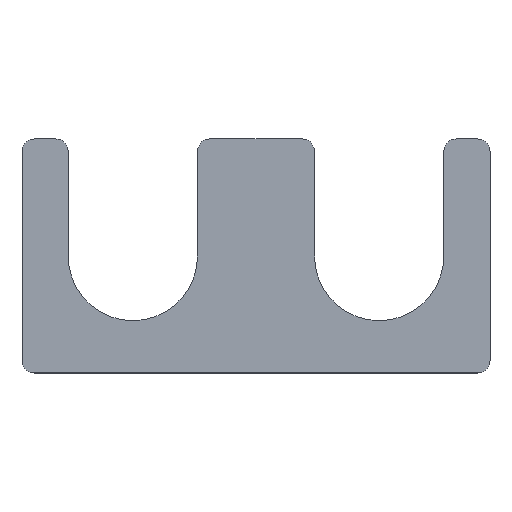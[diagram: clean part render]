
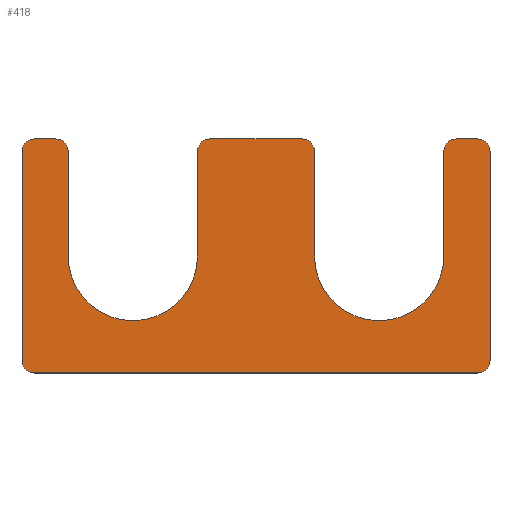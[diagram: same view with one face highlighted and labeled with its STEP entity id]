
A CAD part, top view. The second image highlights one B-rep face of the part: STEP entity #418.
In plain terms, the highlighted planar face has unit normal (0, 0, 1).
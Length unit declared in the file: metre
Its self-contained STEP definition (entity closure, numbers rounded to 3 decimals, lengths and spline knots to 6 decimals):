
#22=PLANE('',#473);
#28=LINE('',#616,#68);
#32=LINE('',#628,#72);
#36=LINE('',#640,#76);
#40=LINE('',#652,#80);
#44=LINE('',#664,#84);
#48=LINE('',#676,#88);
#52=LINE('',#688,#92);
#56=LINE('',#700,#96);
#60=LINE('',#712,#100);
#63=LINE('',#721,#103);
#68=VECTOR('',#489,1.);
#72=VECTOR('',#501,1.);
#76=VECTOR('',#513,1.);
#80=VECTOR('',#525,1.);
#84=VECTOR('',#537,1.);
#88=VECTOR('',#549,1.);
#92=VECTOR('',#561,1.);
#96=VECTOR('',#573,1.);
#100=VECTOR('',#585,1.);
#103=VECTOR('',#596,1.);
#184=ORIENTED_EDGE('',*,*,#226,.T.);
#185=ORIENTED_EDGE('',*,*,#230,.T.);
#186=ORIENTED_EDGE('',*,*,#233,.T.);
#187=ORIENTED_EDGE('',*,*,#236,.F.);
#188=ORIENTED_EDGE('',*,*,#239,.F.);
#189=ORIENTED_EDGE('',*,*,#242,.T.);
#190=ORIENTED_EDGE('',*,*,#245,.T.);
#191=ORIENTED_EDGE('',*,*,#248,.T.);
#192=ORIENTED_EDGE('',*,*,#251,.T.);
#193=ORIENTED_EDGE('',*,*,#254,.F.);
#194=ORIENTED_EDGE('',*,*,#257,.T.);
#195=ORIENTED_EDGE('',*,*,#260,.F.);
#196=ORIENTED_EDGE('',*,*,#263,.T.);
#197=ORIENTED_EDGE('',*,*,#266,.T.);
#198=ORIENTED_EDGE('',*,*,#269,.T.);
#199=ORIENTED_EDGE('',*,*,#272,.T.);
#200=ORIENTED_EDGE('',*,*,#275,.T.);
#201=ORIENTED_EDGE('',*,*,#278,.F.);
#202=ORIENTED_EDGE('',*,*,#281,.T.);
#203=ORIENTED_EDGE('',*,*,#283,.T.);
#226=EDGE_CURVE('',#287,#286,#325,.T.);
#230=EDGE_CURVE('',#286,#289,#28,.T.);
#233=EDGE_CURVE('',#289,#291,#327,.T.);
#236=EDGE_CURVE('',#293,#291,#32,.T.);
#239=EDGE_CURVE('',#295,#293,#329,.T.);
#242=EDGE_CURVE('',#295,#297,#36,.T.);
#245=EDGE_CURVE('',#297,#299,#331,.T.);
#248=EDGE_CURVE('',#299,#301,#40,.T.);
#251=EDGE_CURVE('',#301,#303,#333,.T.);
#254=EDGE_CURVE('',#305,#303,#44,.T.);
#257=EDGE_CURVE('',#305,#307,#335,.T.);
#260=EDGE_CURVE('',#309,#307,#48,.T.);
#263=EDGE_CURVE('',#309,#311,#337,.T.);
#266=EDGE_CURVE('',#311,#313,#52,.T.);
#269=EDGE_CURVE('',#313,#315,#339,.T.);
#272=EDGE_CURVE('',#315,#317,#56,.T.);
#275=EDGE_CURVE('',#317,#319,#341,.T.);
#278=EDGE_CURVE('',#321,#319,#60,.T.);
#281=EDGE_CURVE('',#321,#323,#343,.T.);
#283=EDGE_CURVE('',#323,#287,#63,.T.);
#286=VERTEX_POINT('',#607);
#287=VERTEX_POINT('',#609);
#289=VERTEX_POINT('',#615);
#291=VERTEX_POINT('',#621);
#293=VERTEX_POINT('',#627);
#295=VERTEX_POINT('',#633);
#297=VERTEX_POINT('',#639);
#299=VERTEX_POINT('',#645);
#301=VERTEX_POINT('',#651);
#303=VERTEX_POINT('',#657);
#305=VERTEX_POINT('',#663);
#307=VERTEX_POINT('',#669);
#309=VERTEX_POINT('',#675);
#311=VERTEX_POINT('',#681);
#313=VERTEX_POINT('',#687);
#315=VERTEX_POINT('',#693);
#317=VERTEX_POINT('',#699);
#319=VERTEX_POINT('',#705);
#321=VERTEX_POINT('',#711);
#323=VERTEX_POINT('',#717);
#325=CIRCLE('',#435,0.001);
#327=CIRCLE('',#439,0.001);
#329=CIRCLE('',#443,0.00525);
#331=CIRCLE('',#447,0.001);
#333=CIRCLE('',#451,0.001);
#335=CIRCLE('',#455,0.001);
#337=CIRCLE('',#459,0.001);
#339=CIRCLE('',#463,0.001);
#341=CIRCLE('',#467,0.001);
#343=CIRCLE('',#471,0.00525);
#364=EDGE_LOOP('',(#184,#185,#186,#187,#188,#189,#190,#191,#192,#193,#194,
#195,#196,#197,#198,#199,#200,#201,#202,#203));
#386=FACE_BOUND('',#364,.T.);
#418=ADVANCED_FACE('',(#386),#22,.T.);
#435=AXIS2_PLACEMENT_3D('',#608,#482,#483);
#439=AXIS2_PLACEMENT_3D('',#622,#495,#496);
#443=AXIS2_PLACEMENT_3D('',#634,#507,#508);
#447=AXIS2_PLACEMENT_3D('',#646,#519,#520);
#451=AXIS2_PLACEMENT_3D('',#658,#531,#532);
#455=AXIS2_PLACEMENT_3D('',#670,#543,#544);
#459=AXIS2_PLACEMENT_3D('',#682,#555,#556);
#463=AXIS2_PLACEMENT_3D('',#694,#567,#568);
#467=AXIS2_PLACEMENT_3D('',#706,#579,#580);
#471=AXIS2_PLACEMENT_3D('',#718,#591,#592);
#473=AXIS2_PLACEMENT_3D('',#722,#597,#598);
#482=DIRECTION('',(0.,0.,1.));
#483=DIRECTION('',(1.,0.,0.));
#489=DIRECTION('',(-1.,0.,0.));
#495=DIRECTION('',(0.,0.,1.));
#496=DIRECTION('',(1.,0.,0.));
#501=DIRECTION('',(0.,1.,0.));
#507=DIRECTION('',(0.,0.,1.));
#508=DIRECTION('',(1.,0.,0.));
#513=DIRECTION('',(0.,1.,0.));
#519=DIRECTION('',(0.,0.,1.));
#520=DIRECTION('',(1.,0.,0.));
#525=DIRECTION('',(-1.,0.,0.));
#531=DIRECTION('',(0.,0.,1.));
#532=DIRECTION('',(1.,0.,0.));
#537=DIRECTION('',(0.,1.,0.));
#543=DIRECTION('',(0.,0.,1.));
#544=DIRECTION('',(1.,0.,0.));
#549=DIRECTION('',(-1.,0.,0.));
#555=DIRECTION('',(0.,0.,1.));
#556=DIRECTION('',(1.,0.,0.));
#561=DIRECTION('',(0.,1.,0.));
#567=DIRECTION('',(0.,0.,1.));
#568=DIRECTION('',(1.,0.,0.));
#573=DIRECTION('',(-1.,0.,0.));
#579=DIRECTION('',(0.,0.,1.));
#580=DIRECTION('',(1.,0.,0.));
#585=DIRECTION('',(0.,1.,0.));
#591=DIRECTION('',(0.,0.,-1.));
#592=DIRECTION('',(1.,0.,0.));
#596=DIRECTION('',(0.,1.,0.));
#597=DIRECTION('',(0.,0.,1.));
#598=DIRECTION('',(1.,0.,0.));
#607=CARTESIAN_POINT('',(0.00375,0.0095,0.0005));
#608=CARTESIAN_POINT('',(0.00375,0.0085,0.0005));
#609=CARTESIAN_POINT('',(0.00475,0.0085,0.0005));
#615=CARTESIAN_POINT('',(-0.00375,0.0095,0.0005));
#616=CARTESIAN_POINT('',(0.,0.0095,0.0005));
#621=CARTESIAN_POINT('',(-0.00475,0.0085,0.0005));
#622=CARTESIAN_POINT('',(-0.00375,0.0085,0.0005));
#627=CARTESIAN_POINT('',(-0.00475,0.,0.0005));
#628=CARTESIAN_POINT('',(-0.00475,0.00425,0.0005));
#633=CARTESIAN_POINT('',(-0.01525,0.,0.0005));
#634=CARTESIAN_POINT('',(-0.01,0.,0.0005));
#639=CARTESIAN_POINT('',(-0.01525,0.0085,0.0005));
#640=CARTESIAN_POINT('',(-0.01525,0.00425,0.0005));
#645=CARTESIAN_POINT('',(-0.01625,0.0095,0.0005));
#646=CARTESIAN_POINT('',(-0.01625,0.0085,0.0005));
#651=CARTESIAN_POINT('',(-0.018,0.0095,0.0005));
#652=CARTESIAN_POINT('',(-0.017125,0.0095,0.0005));
#657=CARTESIAN_POINT('',(-0.019,0.0085,0.0005));
#658=CARTESIAN_POINT('',(-0.018,0.0085,0.0005));
#663=CARTESIAN_POINT('',(-0.019,-0.0085,0.0005));
#664=CARTESIAN_POINT('',(-0.019,0.,0.0005));
#669=CARTESIAN_POINT('',(-0.018,-0.0095,0.0005));
#670=CARTESIAN_POINT('',(-0.018,-0.0085,0.0005));
#675=CARTESIAN_POINT('',(0.018,-0.0095,0.0005));
#676=CARTESIAN_POINT('',(0.,-0.0095,0.0005));
#681=CARTESIAN_POINT('',(0.019,-0.0085,0.0005));
#682=CARTESIAN_POINT('',(0.018,-0.0085,0.0005));
#687=CARTESIAN_POINT('',(0.019,0.0085,0.0005));
#688=CARTESIAN_POINT('',(0.019,0.,0.0005));
#693=CARTESIAN_POINT('',(0.018,0.0095,0.0005));
#694=CARTESIAN_POINT('',(0.018,0.0085,0.0005));
#699=CARTESIAN_POINT('',(0.01625,0.0095,0.0005));
#700=CARTESIAN_POINT('',(0.017125,0.0095,0.0005));
#705=CARTESIAN_POINT('',(0.01525,0.0085,0.0005));
#706=CARTESIAN_POINT('',(0.01625,0.0085,0.0005));
#711=CARTESIAN_POINT('',(0.01525,0.,0.0005));
#712=CARTESIAN_POINT('',(0.01525,0.00425,0.0005));
#717=CARTESIAN_POINT('',(0.00475,0.,0.0005));
#718=CARTESIAN_POINT('',(0.01,0.,0.0005));
#721=CARTESIAN_POINT('',(0.00475,0.00425,0.0005));
#722=CARTESIAN_POINT('',(0.,0.,0.0005));
